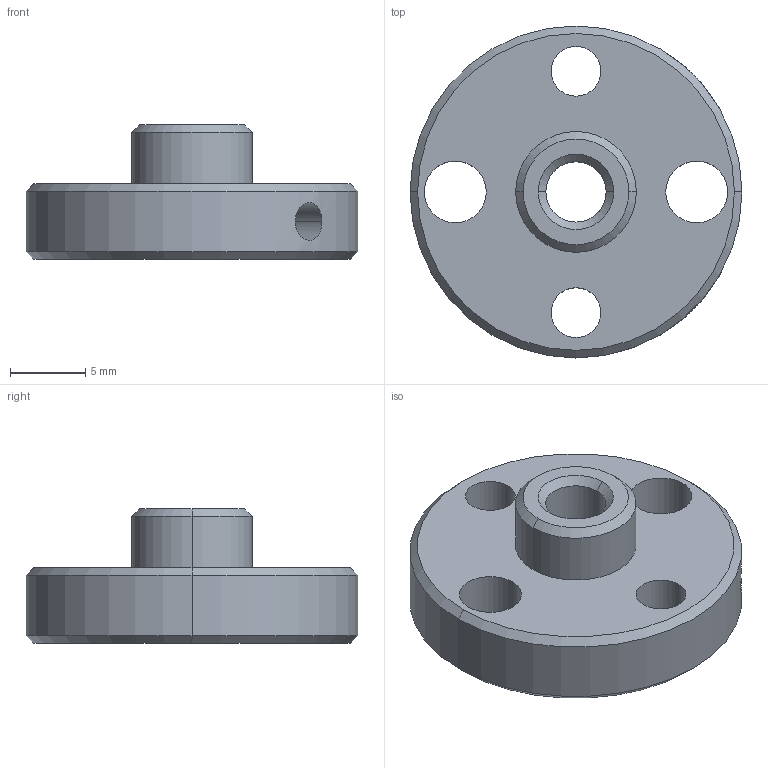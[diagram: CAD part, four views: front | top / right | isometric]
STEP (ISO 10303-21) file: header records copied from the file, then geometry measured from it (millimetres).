
FILE_DESCRIPTION (( 'STEP AP214' ), '1' );
FILE_NAME ('Shaft Connector 換雄嘐隅攫.step', '2016-10-28T04:16:25', ( 'dell' ), ( '' ), 'SwSTEP 2.0', 'SolidWorks 2013', '' );
FILE_SCHEMA (( 'AUTOMOTIVE_DESIGN' ));
Length unit declared in the file: millimetre
Products named in the file (1): Shaft Connector 換雄嘐隅攫
Bounding box: 22 x 22 x 8.9 mm (x, y, z)
Volume: 1654.7 mm3; surface area: 1504.4 mm2
Topology: 1 solids, 1 shells, 31 faces, 74 edges, 46 vertices
Faces by surface type: cylinder 18, cone 10, plane 3
Entity records: 1148 total; most frequent: CARTESIAN_POINT 304, DIRECTION 168, ORIENTED_EDGE 148, EDGE_CURVE 74, AXIS2_PLACEMENT_3D 70, EDGE_LOOP 46, VERTEX_POINT 46, CIRCLE 38
